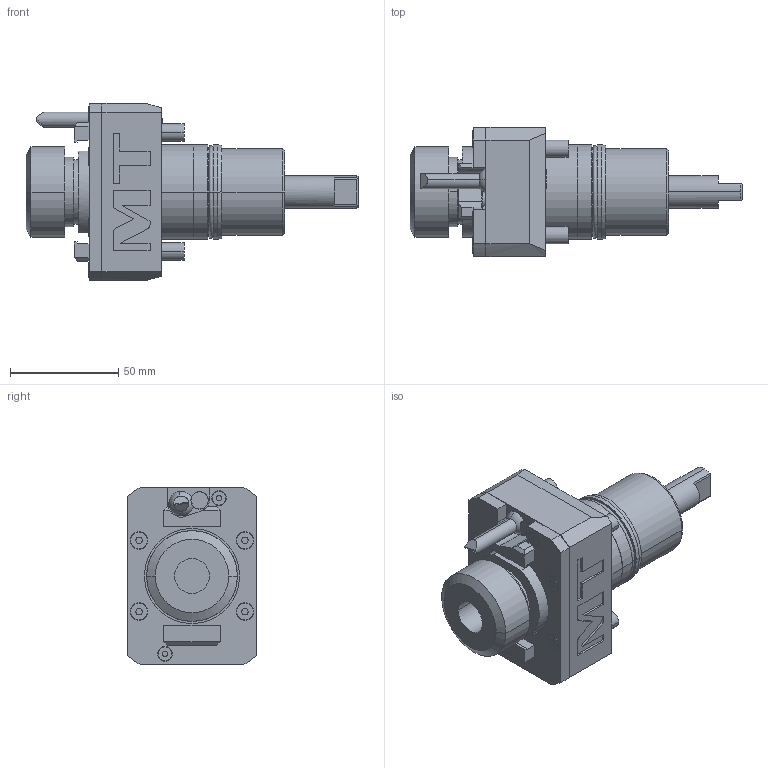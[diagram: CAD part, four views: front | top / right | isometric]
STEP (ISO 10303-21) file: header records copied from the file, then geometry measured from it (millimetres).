
FILE_DESCRIPTION((''),'2;1');
FILE_NAME('NKM2330125_CONF','2024-11-19T08:11:34',('fpalella'),('M.T. srl'),'CREO PARAMETRIC BY PTC INC, 2023352','CREO PARAMETRIC BY PTC INC, 2023352','');
FILE_SCHEMA(('CONFIG_CONTROL_DESIGN'));
Length unit declared in the file: millimetre
Products named in the file (1): NKM2330125_CONF
Bounding box: 153.66 x 60 x 82 mm (x, y, z)
Volume: 281930.9 mm3; surface area: 43794.8 mm2
Topology: 1 solids, 1 shells, 260 faces, 632 edges, 414 vertices
Faces by surface type: plane 137, cylinder 89, torus 16, cone 12, extrusion 4, sphere 2
Entity records: 7895 total; most frequent: CARTESIAN_POINT 1509, DIRECTION 1367, ORIENTED_EDGE 1264, EDGE_CURVE 632, AXIS2_PLACEMENT_3D 504, VERTEX_POINT 414, VECTOR 359, LINE 355
